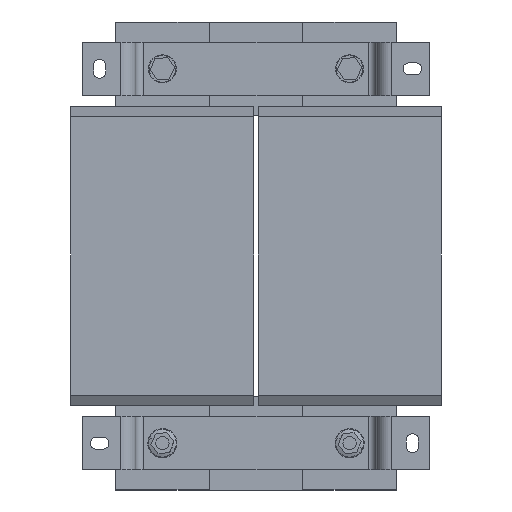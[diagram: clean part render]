
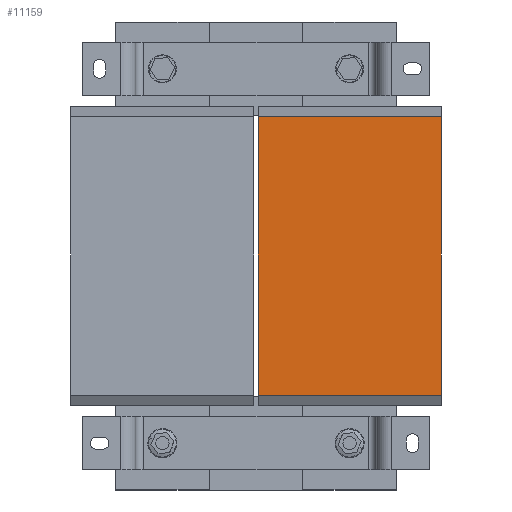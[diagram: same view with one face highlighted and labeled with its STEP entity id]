
A CAD part, front view. The second image highlights one B-rep face of the part: STEP entity #11159.
In plain terms, the highlighted planar face has unit normal (0, -1, 0).
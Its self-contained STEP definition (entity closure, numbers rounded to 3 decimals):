
#187 = EDGE_CURVE ( 'NONE', #10277, #7599, #12982, .T. ) ;
#395 = ORIENTED_EDGE ( 'NONE', *, *, #15940, .T. ) ;
#763 = DIRECTION ( 'NONE',  ( -1., 0., 0. ) ) ;
#1561 = LINE ( 'NONE', #11739, #20496 ) ;
#1689 = LINE ( 'NONE', #6962, #12892 ) ;
#1781 = CARTESIAN_POINT ( 'NONE',  ( 138.5, -75.25, -104. ) ) ;
#2241 = PLANE ( 'NONE',  #5854 ) ;
#3059 = DIRECTION ( 'NONE',  ( 0., 0., -1. ) ) ;
#3119 = DIRECTION ( 'NONE',  ( 0., 0., -1. ) ) ;
#3238 = EDGE_CURVE ( 'NONE', #10727, #7599, #10484, .T. ) ;
#4660 = VECTOR ( 'NONE', #20143, 1000. ) ;
#5854 = AXIS2_PLACEMENT_3D ( 'NONE', #11448, #15218, #18493 ) ;
#5903 = VECTOR ( 'NONE', #3119, 1000. ) ;
#6962 = CARTESIAN_POINT ( 'NONE',  ( 138.5, -75.25, 104. ) ) ;
#7544 = EDGE_LOOP ( 'NONE', ( #15528, #17276, #12281, #395 ) ) ;
#7599 = VERTEX_POINT ( 'NONE', #14215 ) ;
#8468 = CARTESIAN_POINT ( 'NONE',  ( 1.5, -75.25, 102.7 ) ) ;
#9486 = CARTESIAN_POINT ( 'NONE',  ( 1.5, -75.25, 104. ) ) ;
#10277 = VERTEX_POINT ( 'NONE', #11024 ) ;
#10484 = LINE ( 'NONE', #8468, #5903 ) ;
#10727 = VERTEX_POINT ( 'NONE', #9486 ) ;
#10984 = EDGE_CURVE ( 'NONE', #19979, #10277, #1689, .T. ) ;
#11024 = CARTESIAN_POINT ( 'NONE',  ( 138.5, -75.25, -104. ) ) ;
#11159 = ADVANCED_FACE ( 'NONE', ( #12321 ), #2241, .F. ) ;
#11448 = CARTESIAN_POINT ( 'NONE',  ( 138.5, -75.25, 102.7 ) ) ;
#11739 = CARTESIAN_POINT ( 'NONE',  ( 138.5, -75.25, 104. ) ) ;
#12281 = ORIENTED_EDGE ( 'NONE', *, *, #10984, .F. ) ;
#12321 = FACE_OUTER_BOUND ( 'NONE', #7544, .T. ) ;
#12892 = VECTOR ( 'NONE', #3059, 1000. ) ;
#12982 = LINE ( 'NONE', #1781, #4660 ) ;
#14215 = CARTESIAN_POINT ( 'NONE',  ( 1.5, -75.25, -104. ) ) ;
#15218 = DIRECTION ( 'NONE',  ( 0., 1., 0. ) ) ;
#15528 = ORIENTED_EDGE ( 'NONE', *, *, #3238, .T. ) ;
#15940 = EDGE_CURVE ( 'NONE', #19979, #10727, #1561, .T. ) ;
#17276 = ORIENTED_EDGE ( 'NONE', *, *, #187, .F. ) ;
#18118 = CARTESIAN_POINT ( 'NONE',  ( 138.5, -75.25, 104. ) ) ;
#18493 = DIRECTION ( 'NONE',  ( 1., 0., 0. ) ) ;
#19979 = VERTEX_POINT ( 'NONE', #18118 ) ;
#20143 = DIRECTION ( 'NONE',  ( -1., 0., 0. ) ) ;
#20496 = VECTOR ( 'NONE', #763, 1000. ) ;
